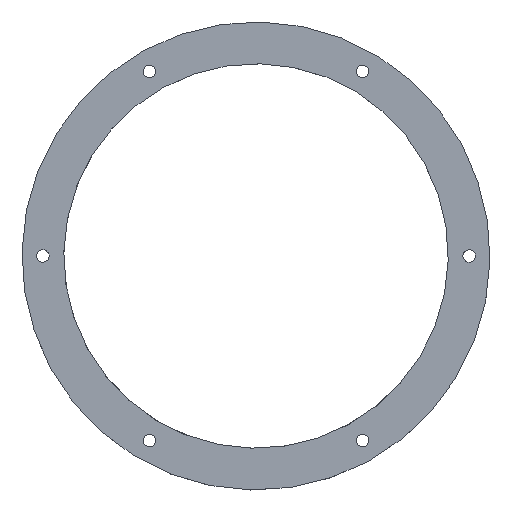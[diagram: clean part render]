
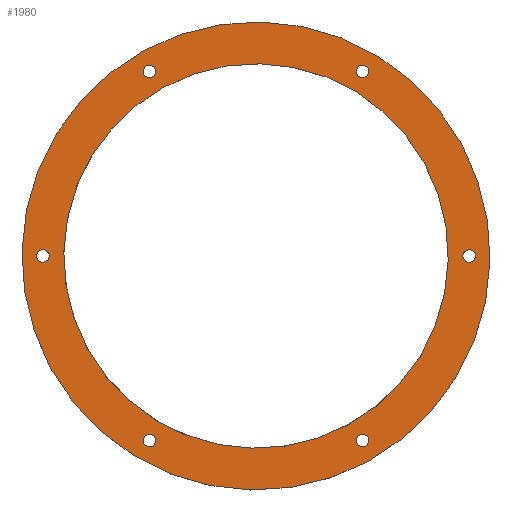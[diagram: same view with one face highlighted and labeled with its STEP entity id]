
A CAD part, top view. The second image highlights one B-rep face of the part: STEP entity #1980.
In plain terms, the highlighted planar face has unit normal (0, 0, 1).
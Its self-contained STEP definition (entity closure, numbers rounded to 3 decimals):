
#210=CARTESIAN_POINT('',(39.283,-23.934,-253.5));
#220=VERTEX_POINT('',#210);
#250=CARTESIAN_POINT('',(0.,0.,-253.5));
#260=DIRECTION('',(-0.,0.,-1.));
#270=DIRECTION('',(-0.854,0.52,0.));
#280=AXIS2_PLACEMENT_3D('',#250,#260,#270);
#290=CIRCLE('',#280,46.);
#300=CARTESIAN_POINT('',(-39.283,23.934,-253.5));
#310=VERTEX_POINT('',#300);
#320=EDGE_CURVE('',#220,#310,#290,.T.);
#830=CARTESIAN_POINT('',(28.,-48.497,-253.5));
#840=DIRECTION('',(0.,0.,1.));
#850=DIRECTION('',(1.,0.,0.));
#860=AXIS2_PLACEMENT_3D('',#830,#840,#850);
#870=PLANE('',#860);
#880=CARTESIAN_POINT('',(0.,0.,-253.5));
#890=DIRECTION('',(0.,0.,1.));
#900=DIRECTION('',(-0.854,0.52,0.));
#910=AXIS2_PLACEMENT_3D('',#880,#890,#900);
#920=CIRCLE('',#910,56.);
#930=CARTESIAN_POINT('',(-47.823,29.137,-253.5));
#940=VERTEX_POINT('',#930);
#950=CARTESIAN_POINT('',(47.823,-29.137,-253.5));
#960=VERTEX_POINT('',#950);
#970=EDGE_CURVE('',#940,#960,#920,.T.);
#980=ORIENTED_EDGE('',*,*,#970,.T.);
#990=EDGE_CURVE('',#960,#940,#920,.T.);
#1000=ORIENTED_EDGE('',*,*,#990,.T.);
#1010=EDGE_LOOP('',(#1000,#980));
#1020=FACE_OUTER_BOUND('',#1010,.T.);
#1030=ORIENTED_EDGE('',*,*,#320,.T.);
#1040=EDGE_CURVE('',#310,#220,#290,.T.);
#1050=ORIENTED_EDGE('',*,*,#1040,.T.);
#1060=EDGE_LOOP('',(#1050,#1030));
#1070=FACE_BOUND('',#1060,.T.);
#1080=CARTESIAN_POINT('',(-51.,0.,-253.5));
#1090=DIRECTION('',(0.,0.,-1.));
#1100=DIRECTION('',(0.878,0.479,0.));
#1110=AXIS2_PLACEMENT_3D('',#1080,#1090,#1100);
#1120=CIRCLE('',#1110,1.5);
#1130=CARTESIAN_POINT('',(-49.684,0.719,-253.5));
#1140=VERTEX_POINT('',#1130);
#1150=CARTESIAN_POINT('',(-52.316,-0.719,-253.5));
#1160=VERTEX_POINT('',#1150);
#1170=EDGE_CURVE('',#1140,#1160,#1120,.T.);
#1180=ORIENTED_EDGE('',*,*,#1170,.T.);
#1190=EDGE_CURVE('',#1160,#1140,#1120,.T.);
#1200=ORIENTED_EDGE('',*,*,#1190,.T.);
#1210=EDGE_LOOP('',(#1200,#1180));
#1220=FACE_BOUND('',#1210,.T.);
#1230=CARTESIAN_POINT('',(-25.5,-44.167,-253.5));
#1240=DIRECTION('',(0.,0.,-1.));
#1250=DIRECTION('',(0.024,1.,0.));
#1260=AXIS2_PLACEMENT_3D('',#1230,#1240,#1250);
#1270=CIRCLE('',#1260,1.5);
#1280=CARTESIAN_POINT('',(-25.535,-45.667,-253.5));
#1290=VERTEX_POINT('',#1280);
#1300=CARTESIAN_POINT('',(-25.465,-42.668,-253.5));
#1310=VERTEX_POINT('',#1300);
#1320=EDGE_CURVE('',#1290,#1310,#1270,.T.);
#1330=ORIENTED_EDGE('',*,*,#1320,.T.);
#1340=EDGE_CURVE('',#1310,#1290,#1270,.T.);
#1350=ORIENTED_EDGE('',*,*,#1340,.T.);
#1360=EDGE_LOOP('',(#1350,#1330));
#1370=FACE_BOUND('',#1360,.T.);
#1380=CARTESIAN_POINT('',(25.5,-44.167,-253.5));
#1390=DIRECTION('',(-0.,0.,-1.));
#1400=DIRECTION('',(-0.854,0.52,0.));
#1410=AXIS2_PLACEMENT_3D('',#1380,#1390,#1400);
#1420=CIRCLE('',#1410,1.5);
#1430=CARTESIAN_POINT('',(26.781,-44.948,-253.5));
#1440=VERTEX_POINT('',#1430);
#1450=CARTESIAN_POINT('',(24.219,-43.387,-253.5));
#1460=VERTEX_POINT('',#1450);
#1470=EDGE_CURVE('',#1440,#1460,#1420,.T.);
#1480=ORIENTED_EDGE('',*,*,#1470,.T.);
#1490=EDGE_CURVE('',#1460,#1440,#1420,.T.);
#1500=ORIENTED_EDGE('',*,*,#1490,.T.);
#1510=EDGE_LOOP('',(#1500,#1480));
#1520=FACE_BOUND('',#1510,.T.);
#1530=CARTESIAN_POINT('',(51.,0.,-253.5));
#1540=DIRECTION('',(-0.,0.,-1.));
#1550=DIRECTION('',(-0.879,-0.478,0.));
#1560=AXIS2_PLACEMENT_3D('',#1530,#1540,#1550);
#1570=CIRCLE('',#1560,1.5);
#1580=CARTESIAN_POINT('',(49.684,-0.719,-253.5));
#1590=VERTEX_POINT('',#1580);
#1600=CARTESIAN_POINT('',(52.316,0.719,-253.5));
#1610=VERTEX_POINT('',#1600);
#1620=EDGE_CURVE('',#1590,#1610,#1570,.T.);
#1630=ORIENTED_EDGE('',*,*,#1620,.T.);
#1640=EDGE_CURVE('',#1610,#1590,#1570,.T.);
#1650=ORIENTED_EDGE('',*,*,#1640,.T.);
#1660=EDGE_LOOP('',(#1650,#1630));
#1670=FACE_BOUND('',#1660,.T.);
#1680=CARTESIAN_POINT('',(25.5,44.167,-253.5));
#1690=DIRECTION('',(-0.,0.,-1.));
#1700=DIRECTION('',(-0.024,-1.,0.));
#1710=AXIS2_PLACEMENT_3D('',#1680,#1690,#1700);
#1720=CIRCLE('',#1710,1.5);
#1730=CARTESIAN_POINT('',(25.535,45.667,-253.5));
#1740=VERTEX_POINT('',#1730);
#1750=CARTESIAN_POINT('',(25.465,42.668,-253.5));
#1760=VERTEX_POINT('',#1750);
#1770=EDGE_CURVE('',#1740,#1760,#1720,.T.);
#1780=ORIENTED_EDGE('',*,*,#1770,.T.);
#1790=EDGE_CURVE('',#1760,#1740,#1720,.T.);
#1800=ORIENTED_EDGE('',*,*,#1790,.T.);
#1810=EDGE_LOOP('',(#1800,#1780));
#1820=FACE_BOUND('',#1810,.T.);
#1830=CARTESIAN_POINT('',(-25.5,44.167,-253.5));
#1840=DIRECTION('',(0.,-0.,-1.));
#1850=DIRECTION('',(0.854,-0.52,0.));
#1860=AXIS2_PLACEMENT_3D('',#1830,#1840,#1850);
#1870=CIRCLE('',#1860,1.5);
#1880=CARTESIAN_POINT('',(-26.781,44.948,-253.5));
#1890=VERTEX_POINT('',#1880);
#1900=CARTESIAN_POINT('',(-24.219,43.387,-253.5));
#1910=VERTEX_POINT('',#1900);
#1920=EDGE_CURVE('',#1890,#1910,#1870,.T.);
#1930=ORIENTED_EDGE('',*,*,#1920,.T.);
#1940=EDGE_CURVE('',#1910,#1890,#1870,.T.);
#1950=ORIENTED_EDGE('',*,*,#1940,.T.);
#1960=EDGE_LOOP('',(#1950,#1930));
#1970=FACE_BOUND('',#1960,.T.);
#1980=ADVANCED_FACE('',(#1020,#1070,#1220,#1370,#1520,#1670,#1820,#1970)
,#870,.T.);
